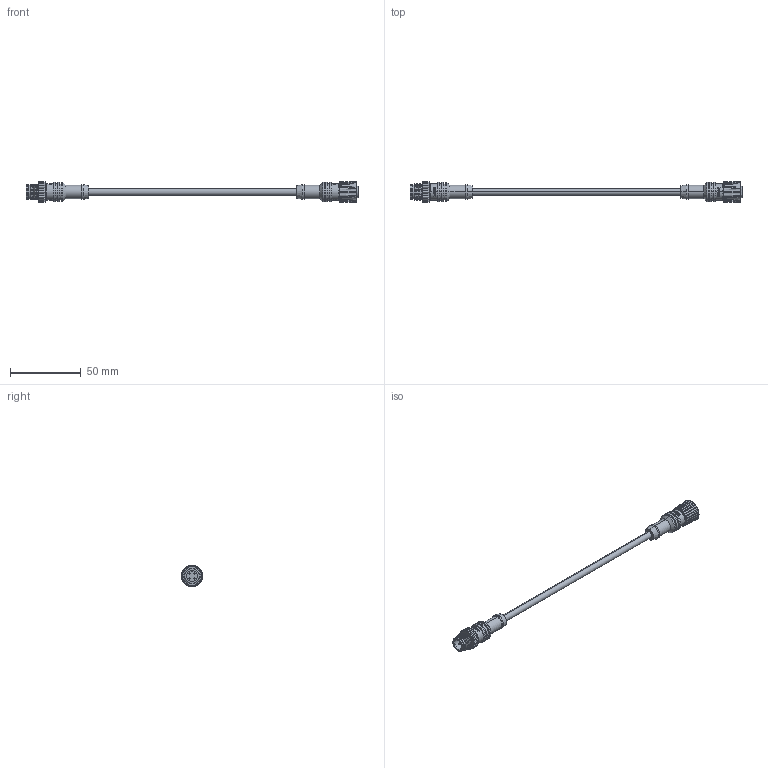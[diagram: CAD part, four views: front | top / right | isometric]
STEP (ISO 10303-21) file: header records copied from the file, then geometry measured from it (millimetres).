
FILE_DESCRIPTION (( 'STEP AP214' ), '1' );
FILE_NAME ('M12M12F4D.STEP', '2010-01-25T20:55:27', ( 'Windows XP Mode' ), ( '' ), 'SwSTEP 2.0', 'SolidWorks 2008', '' );
FILE_SCHEMA (( 'AUTOMOTIVE_DESIGN' ));
Length unit declared in the file: inch
Products named in the file (6): 3AA16-007; M12F124-MA1; 3AA16-008; M12M124-MA1; M12M124-MA3; M12M12F4D
Assembly tree (5 placements, depth 2):
  M12M12F4D
    M12F124-MA1
    3AA16-008
    M12M124-MA1
    M12M124-MA3
    3AA16-007
Bounding box: 235.02 x 15.2 x 15.2 mm (x, y, z)
Volume: 10746.7 mm3; surface area: 9092.9 mm2
Topology: 5 solids, 5 shells, 731 faces, 1868 edges, 1197 vertices
Faces by surface type: torus 188, bspline 180, cylinder 160, plane 151, cone 52
Entity records: 36728 total; most frequent: CARTESIAN_POINT 20136, ORIENTED_EDGE 3736, DIRECTION 2825, EDGE_CURVE 1868, AXIS2_PLACEMENT_3D 1216, VERTEX_POINT 1197, EDGE_LOOP 785, FACE_OUTER_BOUND 731
